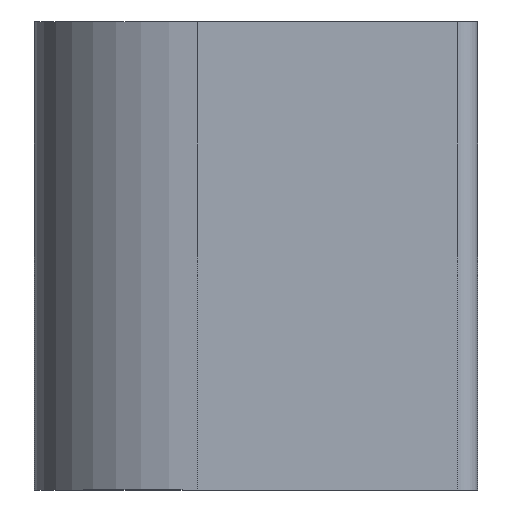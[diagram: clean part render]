
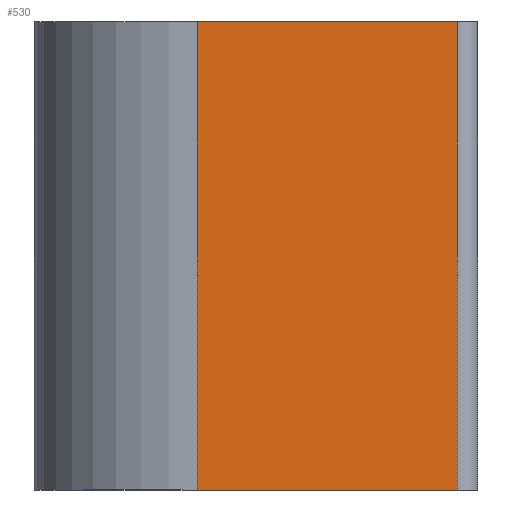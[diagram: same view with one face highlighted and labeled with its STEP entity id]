
A CAD part, left-side view. The second image highlights one B-rep face of the part: STEP entity #530.
In plain terms, the highlighted planar face has unit normal (-1, 0, 0).
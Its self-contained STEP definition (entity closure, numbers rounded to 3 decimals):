
#17=PLANE('',#580);
#38=FACE_OUTER_BOUND('',#66,.T.);
#66=EDGE_LOOP('',(#369,#370,#371,#372));
#96=LINE('',#782,#158);
#97=LINE('',#785,#159);
#98=LINE('',#787,#160);
#99=LINE('',#788,#161);
#158=VECTOR('',#630,10.);
#159=VECTOR('',#633,10.);
#160=VECTOR('',#634,0.5);
#161=VECTOR('',#635,10.);
#235=VERTEX_POINT('',#775);
#238=VERTEX_POINT('',#780);
#239=VERTEX_POINT('',#784);
#240=VERTEX_POINT('',#786);
#290=EDGE_CURVE('',#238,#235,#96,.T.);
#291=EDGE_CURVE('',#239,#238,#97,.T.);
#292=EDGE_CURVE('',#240,#239,#98,.T.);
#293=EDGE_CURVE('',#235,#240,#99,.T.);
#369=ORIENTED_EDGE('',*,*,#290,.F.);
#370=ORIENTED_EDGE('',*,*,#291,.F.);
#371=ORIENTED_EDGE('',*,*,#292,.F.);
#372=ORIENTED_EDGE('',*,*,#293,.F.);
#530=ADVANCED_FACE('',(#38),#17,.T.);
#580=AXIS2_PLACEMENT_3D('',#783,#631,#632);
#630=DIRECTION('',(0.,0.,1.));
#631=DIRECTION('center_axis',(-1.,0.,0.));
#632=DIRECTION('ref_axis',(0.,0.,1.));
#633=DIRECTION('',(0.,1.,0.));
#634=DIRECTION('',(0.,0.,-1.));
#635=DIRECTION('',(0.,-1.,0.));
#775=CARTESIAN_POINT('',(-6.5,3.,5.75));
#780=CARTESIAN_POINT('',(-6.5,3.,-5.75));
#782=CARTESIAN_POINT('',(-6.5,3.,-2.875));
#783=CARTESIAN_POINT('Origin',(-6.5,0.,-5.75));
#784=CARTESIAN_POINT('',(-6.5,-3.393,-5.75));
#785=CARTESIAN_POINT('',(-6.5,0.,-5.75));
#786=CARTESIAN_POINT('',(-6.5,-3.393,5.75));
#787=CARTESIAN_POINT('',(-6.5,-3.393,-2.875));
#788=CARTESIAN_POINT('',(-6.5,0.,5.75));
